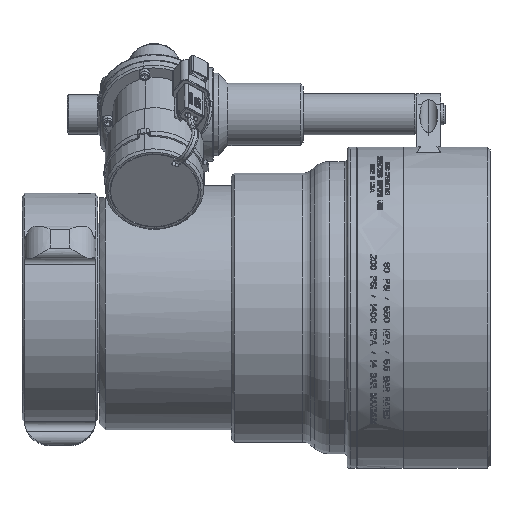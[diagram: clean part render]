
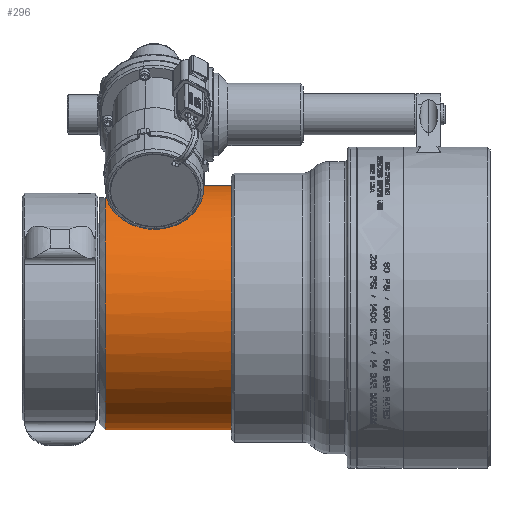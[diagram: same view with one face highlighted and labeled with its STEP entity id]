
A CAD part, top view. The second image highlights one B-rep face of the part: STEP entity #296.
In plain terms, the highlighted cylindrical face has radius 65.119 mm (diameter 130.239 mm), a partial arc.
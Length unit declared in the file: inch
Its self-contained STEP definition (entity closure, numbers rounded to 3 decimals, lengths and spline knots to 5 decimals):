
#1=CARTESIAN_POINT('',(-0.03125,0.,0.));
#2=DIRECTION('',(1.,0.,0.));
#3=DIRECTION('',(0.,1.,0.));
#4=AXIS2_PLACEMENT_3D('',#1,#2,#3);
#6=CARTESIAN_POINT('',(-4.752,0.,0.));
#7=DIRECTION('',(1.,0.,0.));
#8=DIRECTION('',(0.,0.902,0.432));
#9=AXIS2_PLACEMENT_3D('',#6,#7,#8);
#11=DIRECTION('',(1.,0.,0.));
#12=VECTOR('',#11,0.6925);
#13=CARTESIAN_POINT('',(-4.752,2.312,1.10791));
#14=LINE('',#13,#12);
#15=CARTESIAN_POINT('',(-4.0595,0.,0.));
#16=DIRECTION('',(1.,0.,0.));
#17=DIRECTION('',(0.,1.,0.));
#18=AXIS2_PLACEMENT_3D('',#15,#16,#17);
#20=CARTESIAN_POINT('',(-0.635,2.56375,0.));
#21=CARTESIAN_POINT('',(-0.635,2.56375,0.00893));
#22=CARTESIAN_POINT('',(-0.63202,2.56366,0.02571));
#23=CARTESIAN_POINT('',(-0.61883,2.56331,0.04904));
#24=CARTESIAN_POINT('',(-0.59838,2.56291,0.06621));
#25=CARTESIAN_POINT('',(-0.57348,2.56264,0.07535));
#26=CARTESIAN_POINT('',(-0.54671,2.56264,0.07539));
#27=CARTESIAN_POINT('',(-0.52174,2.5629,0.06628));
#28=CARTESIAN_POINT('',(-0.5013,2.56331,0.04919));
#29=CARTESIAN_POINT('',(-0.48799,2.56366,0.02578));
#30=CARTESIAN_POINT('',(-0.485,2.56375,0.00896));
#31=CARTESIAN_POINT('',(-0.485,2.56375,0.));
#58=DIRECTION('',(-1.,0.,0.));
#59=VECTOR('',#58,0.45375);
#60=CARTESIAN_POINT('',(-0.03125,2.56375,0.));
#61=LINE('',#60,#59);
#76=DIRECTION('',(-1.,0.,0.));
#77=VECTOR('',#76,3.4245);
#78=CARTESIAN_POINT('',(-0.635,2.56375,0.));
#79=LINE('',#78,#77);
#94=DIRECTION('',(-1.,0.,0.));
#95=VECTOR('',#94,4.72075);
#96=CARTESIAN_POINT('',(-0.03125,-2.56375,0.));
#97=LINE('',#96,#95);
#142=CARTESIAN_POINT('',(-4.752,2.312,1.10791));
#228=CARTESIAN_POINT('',(-4.0595,2.56375,0.));
#230=VERTEX_POINT('',#228);
#231=CARTESIAN_POINT('',(-4.0595,2.312,1.10791));
#232=VERTEX_POINT('',#231);
#245=VERTEX_POINT('',#31);
#246=VERTEX_POINT('',#20);
#257=CARTESIAN_POINT('',(-4.752,-2.56375,0.));
#258=VERTEX_POINT('',#257);
#260=VERTEX_POINT('',#142);
#269=CARTESIAN_POINT('',(-0.03125,2.56375,0.));
#270=CARTESIAN_POINT('',(-0.03125,-2.56375,0.));
#271=VERTEX_POINT('',#269);
#272=VERTEX_POINT('',#270);
#273=CARTESIAN_POINT('',(-5.70885,0.,0.));
#274=DIRECTION('',(1.,0.,0.));
#275=DIRECTION('',(0.,-1.,0.));
#276=AXIS2_PLACEMENT_3D('',#273,#274,#275);
#277=CYLINDRICAL_SURFACE('',#276,2.56375);
#279=ORIENTED_EDGE('',*,*,#278,.T.);
#281=ORIENTED_EDGE('',*,*,#280,.T.);
#283=ORIENTED_EDGE('',*,*,#282,.F.);
#285=ORIENTED_EDGE('',*,*,#284,.T.);
#287=ORIENTED_EDGE('',*,*,#286,.F.);
#289=ORIENTED_EDGE('',*,*,#288,.F.);
#291=ORIENTED_EDGE('',*,*,#290,.T.);
#293=ORIENTED_EDGE('',*,*,#292,.F.);
#294=EDGE_LOOP('',(#279,#281,#283,#285,#287,#289,#291,#293));
#295=FACE_OUTER_BOUND('',#294,.F.);
#296=ADVANCED_FACE('',(#295),#277,.T.);
#5=CIRCLE('',#4,2.56375);
#10=CIRCLE('',#9,2.56375);
#19=CIRCLE('',#18,2.56375);
#32=B_SPLINE_CURVE_WITH_KNOTS('',3,(#20,#21,#22,#23,#24,#25,#26,#27,#28,#29,#30,
#31),.UNSPECIFIED.,.F.,.F.,(4,1,1,1,1,1,1,1,1,4),(0.,0.11111,
0.22222,0.33333,0.44444,0.55556,
0.66667,0.77778,0.88889,1.),.UNSPECIFIED.);
#278=EDGE_CURVE('',#271,#272,#5,.T.);
#280=EDGE_CURVE('',#272,#258,#97,.T.);
#282=EDGE_CURVE('',#260,#258,#10,.T.);
#284=EDGE_CURVE('',#260,#232,#14,.T.);
#286=EDGE_CURVE('',#230,#232,#19,.T.);
#288=EDGE_CURVE('',#246,#230,#79,.T.);
#290=EDGE_CURVE('',#246,#245,#32,.T.);
#292=EDGE_CURVE('',#271,#245,#61,.T.);
